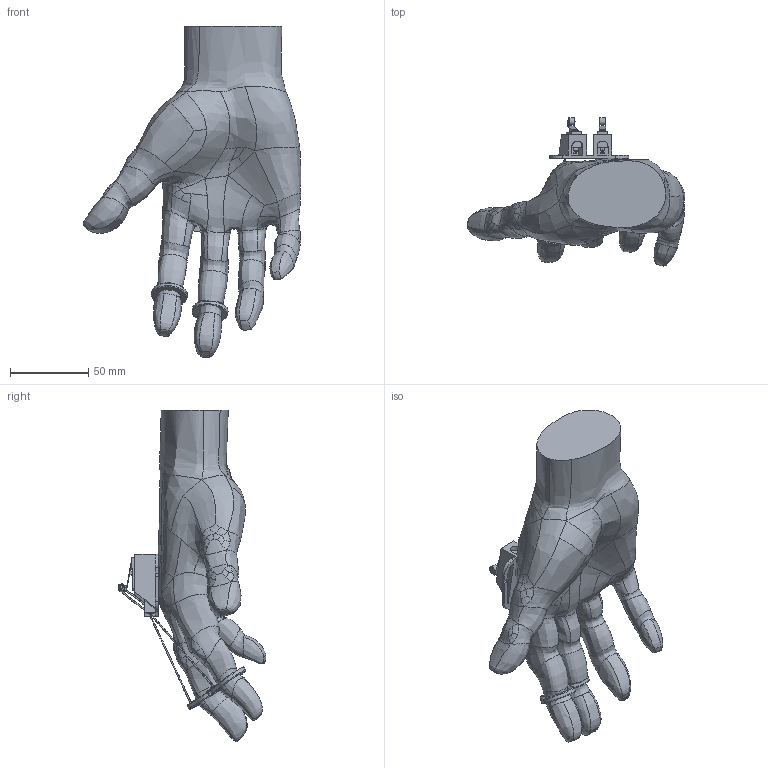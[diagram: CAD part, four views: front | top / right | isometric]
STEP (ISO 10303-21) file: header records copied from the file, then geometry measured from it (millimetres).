
FILE_DESCRIPTION(/* description */ (''),/* implementation_level */ '2;1');
FILE_NAME(/* name */ 'Hand Reference Object v4.step',/* time_stamp */ '2025-06-08T14:41:44+05:30',/* author */ (''),/* organization */ (''),/* preprocessor_version */ 'ST-DEVELOPER v20.1',/* originating_system */ 'Autodesk Translation Framework v14.10.0.0',/* authorisation */ '');
FILE_SCHEMA (('AUTOMOTIVE_DESIGN { 1 0 10303 214 3 1 1 }'));
Products named in the file (9): Hand Reference Object_Template; Arm_Reference; LiIm_4; BASE; STRING (1); STRING; RING; RING (1); LIMIT SW
Assembly tree (8 placements, depth 2):
  Hand Reference Object_Template
    Arm_Reference
    LiIm_4
    BASE
    STRING (1)
    STRING
    RING
    RING (1)
    LIMIT SW
Bounding box: 139.36 x 94.83 x 212.23 mm (x, y, z)
Volume: 470853.8 mm3; surface area: 64497.7 mm2
Topology: 8 solids, 10 shells, 488 faces, 1215 edges, 755 vertices
Faces by surface type: bspline 217, plane 200, cylinder 59, torus 12
Full cylindrical faces by diameter (mm): 1.5 x6, 2 x4, 2.5 x4, 4 x2, 4.5 x2, 15 x2
Entity records: 53186 total; most frequent: CARTESIAN_POINT 42844, ORIENTED_EDGE 2434, DIRECTION 1429, EDGE_CURVE 1217, VERTEX_POINT 755, LINE 563, VECTOR 563, EDGE_LOOP 538
